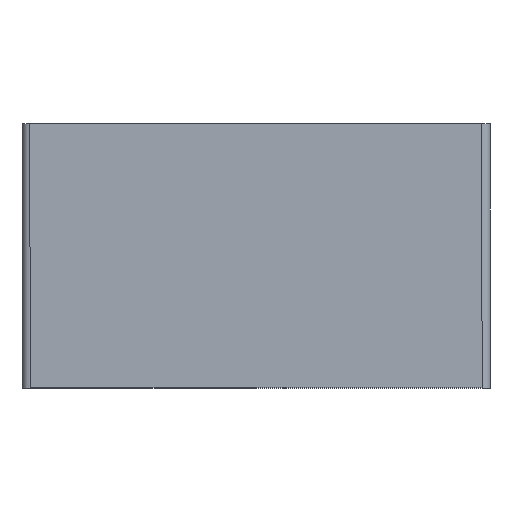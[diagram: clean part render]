
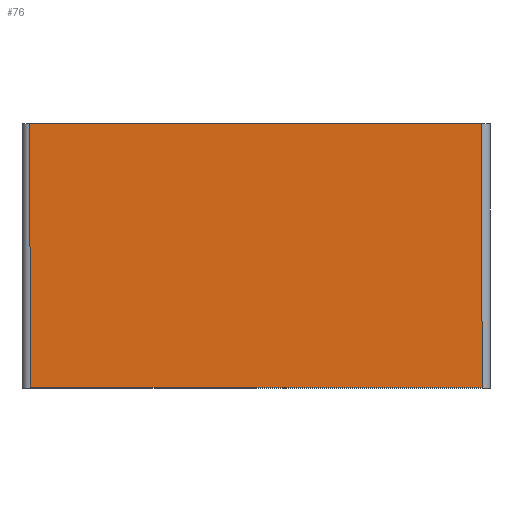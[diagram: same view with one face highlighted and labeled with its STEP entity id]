
A CAD part, top view. The second image highlights one B-rep face of the part: STEP entity #76.
In plain terms, the highlighted planar face has unit normal (0, 0, 1).
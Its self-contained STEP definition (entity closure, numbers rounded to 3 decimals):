
#1 = ORIENTED_EDGE ( 'NONE', *, *, #148, .T. ) ;
#4 = DIRECTION ( 'NONE',  ( -1., 0., 0. ) ) ;
#5 = CARTESIAN_POINT ( 'NONE',  ( 0., -66., 2. ) ) ;
#7 = VECTOR ( 'NONE', #217, 1000. ) ;
#19 = CARTESIAN_POINT ( 'NONE',  ( 0., -66.005, 2. ) ) ;
#33 = ORIENTED_EDGE ( 'NONE', *, *, #140, .T. ) ;
#38 = VECTOR ( 'NONE', #4, 1000. ) ;
#39 = CARTESIAN_POINT ( 'NONE',  ( 113., 0., 2. ) ) ;
#44 = ORIENTED_EDGE ( 'NONE', *, *, #166, .T. ) ;
#47 = VECTOR ( 'NONE', #65, 1000. ) ;
#50 = LINE ( 'NONE', #175, #38 ) ;
#56 = AXIS2_PLACEMENT_3D ( 'NONE', #267, #212, #247 ) ;
#65 = DIRECTION ( 'NONE',  ( 0., 1., 0. ) ) ;
#68 = VECTOR ( 'NONE', #178, 1000. ) ;
#76 = ADVANCED_FACE ( 'NONE', ( #249 ), #129, .T. ) ;
#88 = VERTEX_POINT ( 'NONE', #190 ) ;
#92 = CARTESIAN_POINT ( 'NONE',  ( 0., 0., 2. ) ) ;
#94 = LINE ( 'NONE', #92, #7 ) ;
#105 = EDGE_CURVE ( 'NONE', #181, #88, #211, .T. ) ;
#129 = PLANE ( 'NONE',  #56 ) ;
#133 = CARTESIAN_POINT ( 'NONE',  ( 113., -66.005, 2. ) ) ;
#137 = CARTESIAN_POINT ( 'NONE',  ( 0., 0., 2. ) ) ;
#140 = EDGE_CURVE ( 'NONE', #88, #156, #50, .T. ) ;
#148 = EDGE_CURVE ( 'NONE', #156, #219, #94, .T. ) ;
#156 = VERTEX_POINT ( 'NONE', #137 ) ;
#166 = EDGE_CURVE ( 'NONE', #219, #181, #198, .T. ) ;
#174 = EDGE_LOOP ( 'NONE', ( #1, #44, #193, #33 ) ) ;
#175 = CARTESIAN_POINT ( 'NONE',  ( 0., 0., 2. ) ) ;
#178 = DIRECTION ( 'NONE',  ( 1., 0., 0. ) ) ;
#181 = VERTEX_POINT ( 'NONE', #133 ) ;
#190 = CARTESIAN_POINT ( 'NONE',  ( 113., 0., 2. ) ) ;
#193 = ORIENTED_EDGE ( 'NONE', *, *, #105, .T. ) ;
#198 = LINE ( 'NONE', #5, #68 ) ;
#211 = LINE ( 'NONE', #39, #47 ) ;
#212 = DIRECTION ( 'NONE',  ( 0., 0., 1. ) ) ;
#217 = DIRECTION ( 'NONE',  ( 0., -1., 0. ) ) ;
#219 = VERTEX_POINT ( 'NONE', #19 ) ;
#247 = DIRECTION ( 'NONE',  ( 1., 0., 0. ) ) ;
#249 = FACE_OUTER_BOUND ( 'NONE', #174, .T. ) ;
#267 = CARTESIAN_POINT ( 'NONE',  ( 0., 0., 2. ) ) ;
